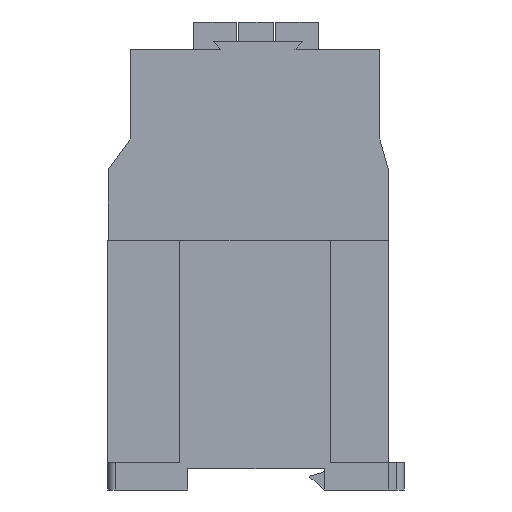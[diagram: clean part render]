
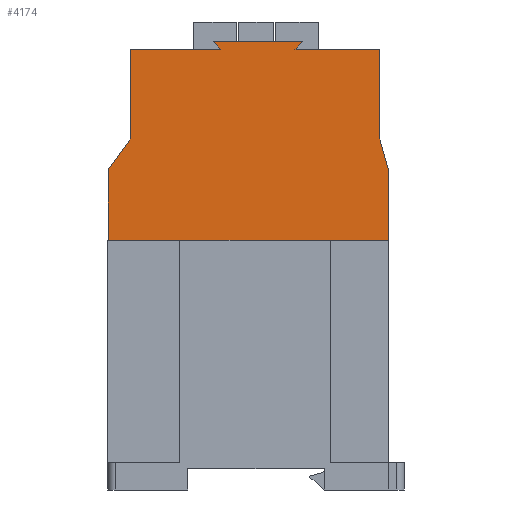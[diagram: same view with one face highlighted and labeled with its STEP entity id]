
A CAD part, front view. The second image highlights one B-rep face of the part: STEP entity #4174.
In plain terms, the highlighted planar face has unit normal (0, -1, 0).
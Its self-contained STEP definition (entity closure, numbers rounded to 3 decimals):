
#16 = CARTESIAN_POINT ( 'NONE',  ( -38., -23.4, 64. ) ) ;
#247 = DIRECTION ( 'NONE',  ( 0., -1., 0. ) ) ;
#328 = DIRECTION ( 'NONE',  ( 0.584, 0., 0.812 ) ) ;
#414 = CARTESIAN_POINT ( 'NONE',  ( -38., -23.4, 64. ) ) ;
#516 = EDGE_CURVE ( 'NONE', #3453, #12960, #1143, .T. ) ;
#584 = VECTOR ( 'NONE', #5804, 1000. ) ;
#744 = ORIENTED_EDGE ( 'NONE', *, *, #9651, .T. ) ;
#783 = ORIENTED_EDGE ( 'NONE', *, *, #5412, .F. ) ;
#846 = VECTOR ( 'NONE', #4315, 1000. ) ;
#939 = LINE ( 'NONE', #7832, #7654 ) ;
#971 = VERTEX_POINT ( 'NONE', #2413 ) ;
#1066 = DIRECTION ( 'NONE',  ( 0., 0., -1. ) ) ;
#1143 = LINE ( 'NONE', #10206, #6248 ) ;
#1213 = ORIENTED_EDGE ( 'NONE', *, *, #8624, .T. ) ;
#1260 = VECTOR ( 'NONE', #4195, 1000. ) ;
#1688 = VERTEX_POINT ( 'NONE', #10744 ) ;
#1712 = EDGE_CURVE ( 'NONE', #12960, #5337, #6562, .T. ) ;
#1749 = CARTESIAN_POINT ( 'NONE',  ( -38., -23.4, 64. ) ) ;
#1887 = CARTESIAN_POINT ( 'NONE',  ( -32.25, -23.4, 120. ) ) ;
#1929 = EDGE_CURVE ( 'NONE', #12809, #11138, #9146, .T. ) ;
#2245 = CARTESIAN_POINT ( 'NONE',  ( -32.25, -23.4, 90. ) ) ;
#2413 = CARTESIAN_POINT ( 'NONE',  ( 10., -23.4, 113. ) ) ;
#2481 = EDGE_CURVE ( 'NONE', #2931, #7572, #939, .T. ) ;
#2804 = EDGE_CURVE ( 'NONE', #11138, #3556, #11756, .T. ) ;
#2931 = VERTEX_POINT ( 'NONE', #5397 ) ;
#2948 = ORIENTED_EDGE ( 'NONE', *, *, #1712, .T. ) ;
#3453 = VERTEX_POINT ( 'NONE', #13408 ) ;
#3524 = CARTESIAN_POINT ( 'NONE',  ( -32.25, -23.4, 113. ) ) ;
#3556 = VERTEX_POINT ( 'NONE', #6468 ) ;
#3693 = ORIENTED_EDGE ( 'NONE', *, *, #2804, .F. ) ;
#3767 = CARTESIAN_POINT ( 'NONE',  ( -37.9, -23.4, 64. ) ) ;
#4037 = ORIENTED_EDGE ( 'NONE', *, *, #13261, .T. ) ;
#4141 = VECTOR ( 'NONE', #5470, 1000. ) ;
#4174 = ADVANCED_FACE ( 'NONE', ( #12536 ), #4346, .T. ) ;
#4195 = DIRECTION ( 'NONE',  ( 1., 0., 0. ) ) ;
#4315 = DIRECTION ( 'NONE',  ( 1., 0., 0. ) ) ;
#4346 = PLANE ( 'NONE',  #12943 ) ;
#4469 = EDGE_CURVE ( 'NONE', #7572, #10658, #7256, .T. ) ;
#4557 = LINE ( 'NONE', #16, #7298 ) ;
#4836 = EDGE_CURVE ( 'NONE', #1688, #8525, #12523, .T. ) ;
#4970 = CARTESIAN_POINT ( 'NONE',  ( 12., -23.4, 115. ) ) ;
#5134 = CARTESIAN_POINT ( 'NONE',  ( -11., -23.4, 115. ) ) ;
#5337 = VERTEX_POINT ( 'NONE', #6564 ) ;
#5342 = VECTOR ( 'NONE', #12434, 1000. ) ;
#5357 = VECTOR ( 'NONE', #5481, 1000. ) ;
#5397 = CARTESIAN_POINT ( 'NONE',  ( -37.9, -23.4, 82.139 ) ) ;
#5412 = EDGE_CURVE ( 'NONE', #971, #6925, #12500, .T. ) ;
#5434 = CARTESIAN_POINT ( 'NONE',  ( 31.75, -23.4, 120. ) ) ;
#5470 = DIRECTION ( 'NONE',  ( 1., 0., 0. ) ) ;
#5481 = DIRECTION ( 'NONE',  ( 0., 0., -1. ) ) ;
#5765 = ORIENTED_EDGE ( 'NONE', *, *, #10003, .F. ) ;
#5772 = DIRECTION ( 'NONE',  ( 1., 0., 0. ) ) ;
#5804 = DIRECTION ( 'NONE',  ( 1., 0., 0. ) ) ;
#6205 = EDGE_CURVE ( 'NONE', #3556, #971, #12318, .T. ) ;
#6248 = VECTOR ( 'NONE', #9197, 1000. ) ;
#6316 = ORIENTED_EDGE ( 'NONE', *, *, #13407, .F. ) ;
#6468 = CARTESIAN_POINT ( 'NONE',  ( 12., -23.4, 115. ) ) ;
#6562 = LINE ( 'NONE', #8854, #7033 ) ;
#6564 = CARTESIAN_POINT ( 'NONE',  ( 34., -23.4, 82. ) ) ;
#6694 = CARTESIAN_POINT ( 'NONE',  ( -11., -23.4, 115. ) ) ;
#6925 = VERTEX_POINT ( 'NONE', #8490 ) ;
#6986 = CARTESIAN_POINT ( 'NONE',  ( 33.9, -23.4, 82. ) ) ;
#7033 = VECTOR ( 'NONE', #5772, 1000. ) ;
#7152 = VERTEX_POINT ( 'NONE', #3767 ) ;
#7180 = VECTOR ( 'NONE', #9629, 1000. ) ;
#7256 = LINE ( 'NONE', #1887, #5342 ) ;
#7298 = VECTOR ( 'NONE', #11561, 1000. ) ;
#7357 = VECTOR ( 'NONE', #1066, 1000. ) ;
#7565 = ORIENTED_EDGE ( 'NONE', *, *, #516, .T. ) ;
#7572 = VERTEX_POINT ( 'NONE', #2245 ) ;
#7654 = VECTOR ( 'NONE', #328, 1000. ) ;
#7832 = CARTESIAN_POINT ( 'NONE',  ( -32.25, -23.4, 90. ) ) ;
#7855 = CARTESIAN_POINT ( 'NONE',  ( -9., -23.4, 113. ) ) ;
#8490 = CARTESIAN_POINT ( 'NONE',  ( 31.75, -23.4, 113. ) ) ;
#8525 = VERTEX_POINT ( 'NONE', #13519 ) ;
#8624 = EDGE_CURVE ( 'NONE', #8525, #3453, #4557, .T. ) ;
#8854 = CARTESIAN_POINT ( 'NONE',  ( 33.9, -23.4, 82. ) ) ;
#9011 = ORIENTED_EDGE ( 'NONE', *, *, #6205, .F. ) ;
#9090 = ORIENTED_EDGE ( 'NONE', *, *, #4836, .T. ) ;
#9146 = LINE ( 'NONE', #5134, #11458 ) ;
#9197 = DIRECTION ( 'NONE',  ( 0., 0., 1. ) ) ;
#9313 = DIRECTION ( 'NONE',  ( -0.707, 0., 0.707 ) ) ;
#9321 = EDGE_LOOP ( 'NONE', ( #9873, #4037, #744, #9090, #1213, #7565, #2948, #6316, #5765, #783, #9011, #3693, #9445, #10931, #13228 ) ) ;
#9445 = ORIENTED_EDGE ( 'NONE', *, *, #1929, .F. ) ;
#9518 = VECTOR ( 'NONE', #12281, 1000. ) ;
#9629 = DIRECTION ( 'NONE',  ( 0.271, 0., -0.963 ) ) ;
#9651 = EDGE_CURVE ( 'NONE', #7152, #1688, #10753, .T. ) ;
#9873 = ORIENTED_EDGE ( 'NONE', *, *, #2481, .F. ) ;
#10003 = EDGE_CURVE ( 'NONE', #6925, #12443, #10908, .T. ) ;
#10148 = LINE ( 'NONE', #12708, #7357 ) ;
#10206 = CARTESIAN_POINT ( 'NONE',  ( 33.9, -23.4, 0. ) ) ;
#10214 = VECTOR ( 'NONE', #10869, 1000. ) ;
#10485 = CARTESIAN_POINT ( 'NONE',  ( 0., -23.4, 113. ) ) ;
#10658 = VERTEX_POINT ( 'NONE', #3524 ) ;
#10696 = CARTESIAN_POINT ( 'NONE',  ( 0., -23.4, 0. ) ) ;
#10744 = CARTESIAN_POINT ( 'NONE',  ( -19.5, -23.4, 64. ) ) ;
#10753 = LINE ( 'NONE', #1749, #584 ) ;
#10801 = LINE ( 'NONE', #12887, #7180 ) ;
#10869 = DIRECTION ( 'NONE',  ( 1., 0., 0. ) ) ;
#10908 = LINE ( 'NONE', #5434, #5357 ) ;
#10931 = ORIENTED_EDGE ( 'NONE', *, *, #11549, .F. ) ;
#11138 = VERTEX_POINT ( 'NONE', #6694 ) ;
#11181 = CARTESIAN_POINT ( 'NONE',  ( 31.75, -23.4, 90. ) ) ;
#11458 = VECTOR ( 'NONE', #9313, 1000. ) ;
#11549 = EDGE_CURVE ( 'NONE', #10658, #12809, #12006, .T. ) ;
#11561 = DIRECTION ( 'NONE',  ( 1., 0., 0. ) ) ;
#11614 = DIRECTION ( 'NONE',  ( 0., 0., -1. ) ) ;
#11756 = LINE ( 'NONE', #12440, #1260 ) ;
#11858 = CARTESIAN_POINT ( 'NONE',  ( 0., -23.4, 113. ) ) ;
#12006 = LINE ( 'NONE', #10485, #846 ) ;
#12281 = DIRECTION ( 'NONE',  ( -0.707, 0., -0.707 ) ) ;
#12318 = LINE ( 'NONE', #4970, #9518 ) ;
#12434 = DIRECTION ( 'NONE',  ( 0., 0., 1. ) ) ;
#12440 = CARTESIAN_POINT ( 'NONE',  ( -11., -23.4, 115. ) ) ;
#12443 = VERTEX_POINT ( 'NONE', #11181 ) ;
#12500 = LINE ( 'NONE', #11858, #4141 ) ;
#12523 = LINE ( 'NONE', #414, #10214 ) ;
#12536 = FACE_OUTER_BOUND ( 'NONE', #9321, .T. ) ;
#12708 = CARTESIAN_POINT ( 'NONE',  ( -37.9, -23.4, 0. ) ) ;
#12809 = VERTEX_POINT ( 'NONE', #7855 ) ;
#12887 = CARTESIAN_POINT ( 'NONE',  ( 31.75, -23.4, 90. ) ) ;
#12943 = AXIS2_PLACEMENT_3D ( 'NONE', #10696, #247, #11614 ) ;
#12960 = VERTEX_POINT ( 'NONE', #6986 ) ;
#13228 = ORIENTED_EDGE ( 'NONE', *, *, #4469, .F. ) ;
#13261 = EDGE_CURVE ( 'NONE', #2931, #7152, #10148, .T. ) ;
#13407 = EDGE_CURVE ( 'NONE', #12443, #5337, #10801, .T. ) ;
#13408 = CARTESIAN_POINT ( 'NONE',  ( 33.9, -23.4, 64. ) ) ;
#13519 = CARTESIAN_POINT ( 'NONE',  ( 19., -23.4, 64. ) ) ;
